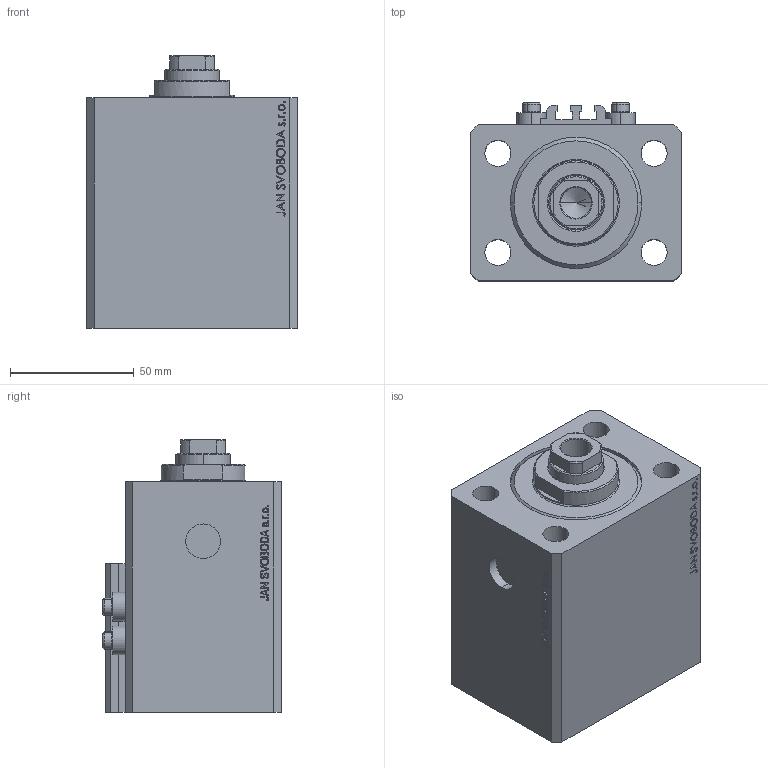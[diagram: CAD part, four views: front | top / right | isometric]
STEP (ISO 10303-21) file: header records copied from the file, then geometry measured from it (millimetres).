
FILE_DESCRIPTION (( 'STEP AP203' ), '1' );
FILE_NAME ('6d62.STEP', '2023-11-29T11:40:32', ( '' ), ( '' ), 'SwSTEP 2.0', 'SolidWorks 2019', '' );
FILE_SCHEMA (( 'CONFIG_CONTROL_DESIGN' ));
Length unit declared in the file: millimetre
Products named in the file (5): V250CE_VC_C 77c9fdf3e2294e8ea342aacff0a5d243; 6d62; V250CE_C_VCP 77c9fdf3e2294e8ea342aacff0a5d243; ALLEN BOLT V250CE 77c9fdf3e2294e8ea342aacff0a5d243; V250CE_C_Body 77c9fdf3e2294e8ea342aacff0a5d243
Assembly tree (7 placements, depth 2):
  6d62
    V250CE_C_Body 77c9fdf3e2294e8ea342aacff0a5d243
    ALLEN BOLT V250CE 77c9fdf3e2294e8ea342aacff0a5d243  x4
    V250CE_C_VCP 77c9fdf3e2294e8ea342aacff0a5d243
    V250CE_VC_C 77c9fdf3e2294e8ea342aacff0a5d243
Bounding box: 85 x 72 x 110 mm (x, y, z)
Volume: 459880.7 mm3; surface area: 92481.2 mm2
Topology: 8 solids, 8 shells, 1036 faces, 2603 edges, 1703 vertices
Faces by surface type: plane 504, bspline 374, cylinder 86, cone 58, torus 14
Entity records: 47237 total; most frequent: CARTESIAN_POINT 25829, ORIENTED_EDGE 4896, DIRECTION 3048, EDGE_CURVE 2448, VERTEX_POINT 1619, LINE 1488, VECTOR 1488, EDGE_LOOP 1085
